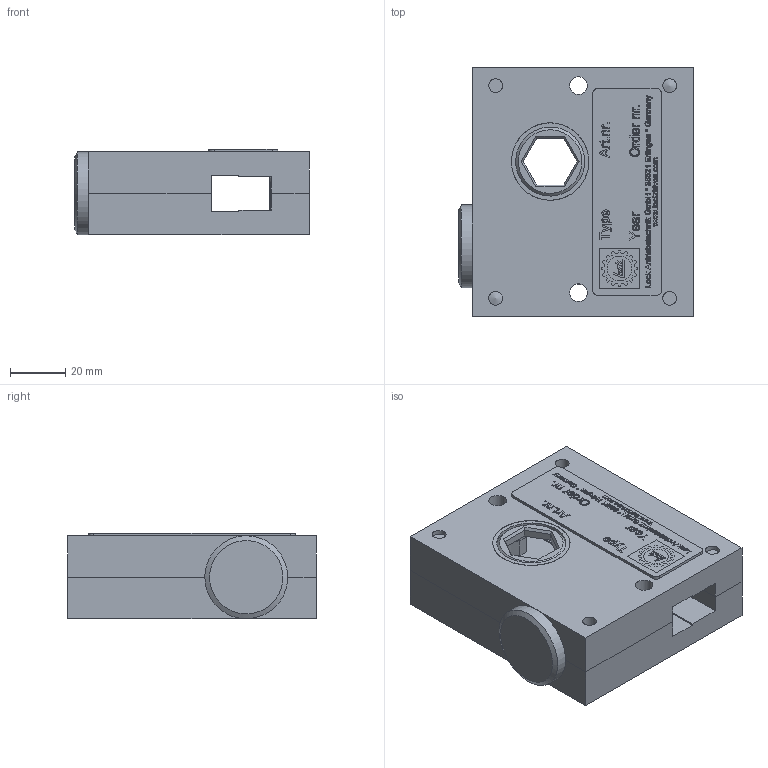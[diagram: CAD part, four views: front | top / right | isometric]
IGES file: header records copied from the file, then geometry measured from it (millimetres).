
Global section: file name: 51145_0111_00; native system: Autodesk Inventor 2022; preprocessor: unknown; author: Nesvadba; date: 20240222.161849; units: millimetre
Bounding box: 85 x 90 x 31.1 mm (x, y, z)
Volume: 135679.7 mm3; surface area: 65688 mm2
Topology: 13 solids, 13 shells, 1631 faces, 4438 edges, 2952 vertices
Faces by surface type: bspline 1631
